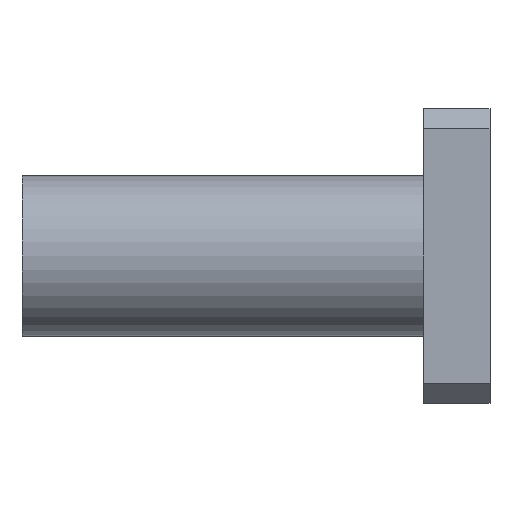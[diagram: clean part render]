
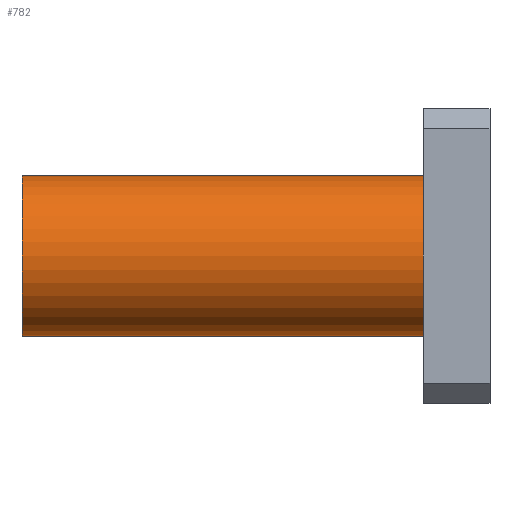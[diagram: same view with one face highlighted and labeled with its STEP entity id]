
A CAD part, left-side view. The second image highlights one B-rep face of the part: STEP entity #782.
In plain terms, the highlighted cylindrical face has radius 6 mm (diameter 12 mm), a partial arc.
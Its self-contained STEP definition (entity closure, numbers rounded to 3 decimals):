
#59 = CIRCLE ( 'NONE', #187, 6. ) ;
#97 = DIRECTION ( 'NONE',  ( 0., -1., 0. ) ) ;
#103 = DIRECTION ( 'NONE',  ( 0., 0., -1. ) ) ;
#159 = CARTESIAN_POINT ( 'NONE',  ( 0., 2.5, 0. ) ) ;
#185 = CARTESIAN_POINT ( 'NONE',  ( 0., 2.5, -6. ) ) ;
#187 = AXIS2_PLACEMENT_3D ( 'NONE', #159, #506, #991 ) ;
#198 = DIRECTION ( 'NONE',  ( 0., 0., 1. ) ) ;
#261 = CARTESIAN_POINT ( 'NONE',  ( 0., 32.5, 0. ) ) ;
#270 = LINE ( 'NONE', #770, #896 ) ;
#282 = DIRECTION ( 'NONE',  ( 0., -1., 0. ) ) ;
#286 = EDGE_CURVE ( 'NONE', #893, #903, #409, .T. ) ;
#302 = VECTOR ( 'NONE', #493, 1000. ) ;
#319 = VERTEX_POINT ( 'NONE', #185 ) ;
#341 = LINE ( 'NONE', #487, #302 ) ;
#367 = FACE_OUTER_BOUND ( 'NONE', #957, .T. ) ;
#390 = CARTESIAN_POINT ( 'NONE',  ( 0., 2.5, 6. ) ) ;
#409 = CIRCLE ( 'NONE', #448, 6. ) ;
#438 = AXIS2_PLACEMENT_3D ( 'NONE', #788, #97, #103 ) ;
#448 = AXIS2_PLACEMENT_3D ( 'NONE', #261, #451, #198 ) ;
#451 = DIRECTION ( 'NONE',  ( 0., 1., 0. ) ) ;
#464 = CARTESIAN_POINT ( 'NONE',  ( 0., 32.5, 6. ) ) ;
#479 = EDGE_CURVE ( 'NONE', #903, #670, #341, .T. ) ;
#487 = CARTESIAN_POINT ( 'NONE',  ( 0., 32.5, 6. ) ) ;
#493 = DIRECTION ( 'NONE',  ( 0., -1., 0. ) ) ;
#506 = DIRECTION ( 'NONE',  ( 0., 1., 0. ) ) ;
#540 = CYLINDRICAL_SURFACE ( 'NONE', #438, 6. ) ;
#606 = ORIENTED_EDGE ( 'NONE', *, *, #1079, .T. ) ;
#670 = VERTEX_POINT ( 'NONE', #390 ) ;
#685 = ORIENTED_EDGE ( 'NONE', *, *, #286, .F. ) ;
#712 = CARTESIAN_POINT ( 'NONE',  ( 0., 32.5, -6. ) ) ;
#727 = EDGE_CURVE ( 'NONE', #319, #670, #59, .T. ) ;
#741 = ORIENTED_EDGE ( 'NONE', *, *, #479, .F. ) ;
#770 = CARTESIAN_POINT ( 'NONE',  ( 0., 32.5, -6. ) ) ;
#782 = ADVANCED_FACE ( 'NONE', ( #367 ), #540, .T. ) ;
#788 = CARTESIAN_POINT ( 'NONE',  ( 0., 32.5, 0. ) ) ;
#875 = ORIENTED_EDGE ( 'NONE', *, *, #727, .T. ) ;
#893 = VERTEX_POINT ( 'NONE', #712 ) ;
#896 = VECTOR ( 'NONE', #282, 1000. ) ;
#903 = VERTEX_POINT ( 'NONE', #464 ) ;
#957 = EDGE_LOOP ( 'NONE', ( #741, #685, #606, #875 ) ) ;
#991 = DIRECTION ( 'NONE',  ( 0., 0., 1. ) ) ;
#1079 = EDGE_CURVE ( 'NONE', #893, #319, #270, .T. ) ;
